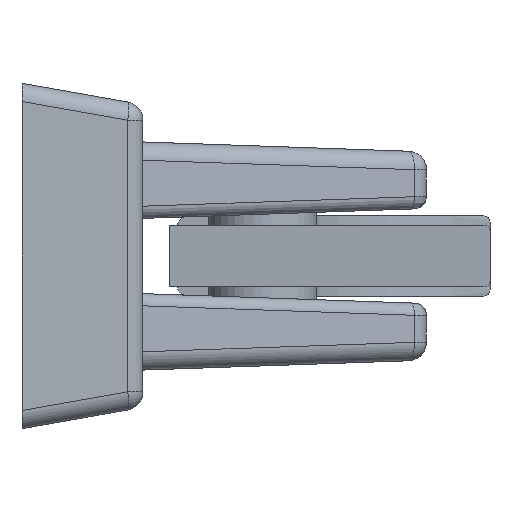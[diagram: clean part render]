
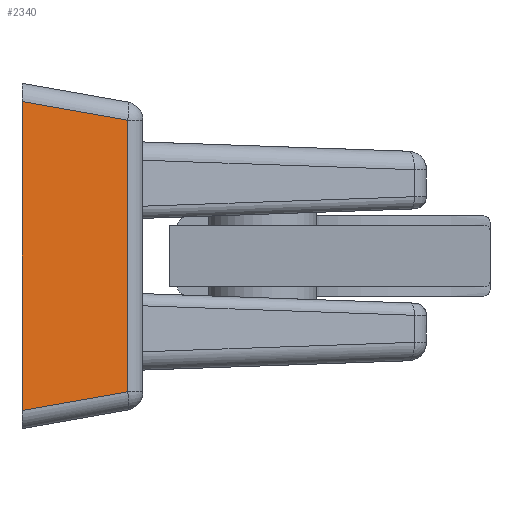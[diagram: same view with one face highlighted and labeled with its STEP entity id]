
A CAD part, front view. The second image highlights one B-rep face of the part: STEP entity #2340.
In plain terms, the highlighted planar face has unit normal (0.174, -0.985, 0).
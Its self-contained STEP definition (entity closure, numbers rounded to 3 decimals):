
#1730=CARTESIAN_POINT('',(0.,-54.5,12.523));
#1740=VERTEX_POINT('',#1730);
#1770=CARTESIAN_POINT('',(0.,-54.5,0.));
#1780=DIRECTION('',(0.,0.,-1.));
#1790=VECTOR('',#1780,1.);
#1800=LINE('',#1770,#1790);
#1810=CARTESIAN_POINT('',(0.,-54.5,-12.523));
#1820=VERTEX_POINT('',#1810);
#1830=EDGE_CURVE('',#1740,#1820,#1800,.T.);
#2040=CARTESIAN_POINT('',(0.,-54.5,0.));
#2050=DIRECTION('',(-0.174,0.985,0.));
#2060=DIRECTION('',(0.985,0.174,0.));
#2070=AXIS2_PLACEMENT_3D('',#2040,#2050,#2060);
#2080=PLANE('',#2070);
#2090=CARTESIAN_POINT('',(0.26,-54.454,
-12.477));
#2100=DIRECTION('',(0.97,0.171,
0.171));
#2110=VECTOR('',#2100,1.);
#2120=LINE('',#2090,#2110);
#2130=CARTESIAN_POINT('',(8.56,-52.991,
-11.013));
#2140=VERTEX_POINT('',#2130);
#2150=EDGE_CURVE('',#1820,#2140,#2120,.T.);
#2160=ORIENTED_EDGE('',*,*,#2150,.T.);
#2170=ORIENTED_EDGE('',*,*,#1830,.T.);
#2180=CARTESIAN_POINT('',(0.26,-54.454,
12.477));
#2190=DIRECTION('',(-0.97,-0.171,
0.171));
#2200=VECTOR('',#2190,1.);
#2210=LINE('',#2180,#2200);
#2220=CARTESIAN_POINT('',(8.56,-52.991,
11.013));
#2230=VERTEX_POINT('',#2220);
#2240=EDGE_CURVE('',#2230,#1740,#2210,.T.);
#2250=ORIENTED_EDGE('',*,*,#2240,.T.);
#2260=CARTESIAN_POINT('',(8.56,-52.991,0.));
#2270=DIRECTION('',(0.,0.,-1.));
#2280=VECTOR('',#2270,1.);
#2290=LINE('',#2260,#2280);
#2300=EDGE_CURVE('',#2230,#2140,#2290,.T.);
#2310=ORIENTED_EDGE('',*,*,#2300,.F.);
#2320=EDGE_LOOP('',(#2310,#2250,#2170,#2160));
#2330=FACE_OUTER_BOUND('',#2320,.T.);
#2340=ADVANCED_FACE('',(#2330),#2080,.F.);
